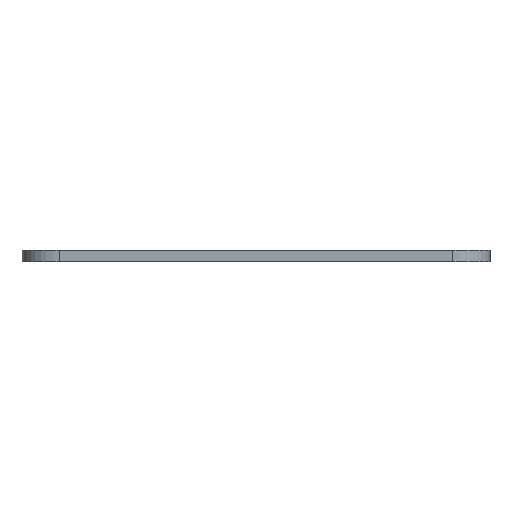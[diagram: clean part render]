
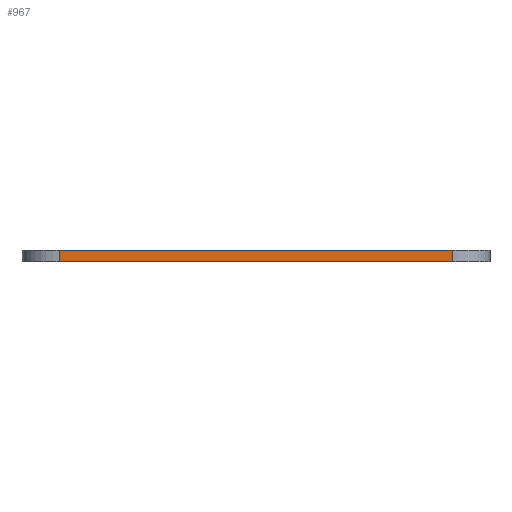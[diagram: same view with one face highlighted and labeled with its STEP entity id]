
A CAD part, front view. The second image highlights one B-rep face of the part: STEP entity #967.
In plain terms, the highlighted planar face has unit normal (0, -1, 0).
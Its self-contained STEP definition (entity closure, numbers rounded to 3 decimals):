
#32=PLANE('',#1056);
#59=FACE_OUTER_BOUND('',#117,.T.);
#117=EDGE_LOOP('',(#705,#706,#707,#708));
#173=LINE('',#1427,#269);
#175=LINE('',#1433,#271);
#199=LINE('',#1527,#295);
#200=LINE('',#1528,#296);
#269=VECTOR('',#1133,10.);
#271=VECTOR('',#1139,10.);
#295=VECTOR('',#1211,10.);
#296=VECTOR('',#1212,10.);
#414=VERTEX_POINT('',#1424);
#415=VERTEX_POINT('',#1426);
#417=VERTEX_POINT('',#1432);
#463=VERTEX_POINT('',#1526);
#510=EDGE_CURVE('',#414,#415,#173,.T.);
#513=EDGE_CURVE('',#417,#415,#175,.T.);
#560=EDGE_CURVE('',#463,#414,#199,.T.);
#561=EDGE_CURVE('',#417,#463,#200,.T.);
#705=ORIENTED_EDGE('',*,*,#510,.F.);
#706=ORIENTED_EDGE('',*,*,#560,.F.);
#707=ORIENTED_EDGE('',*,*,#561,.F.);
#708=ORIENTED_EDGE('',*,*,#513,.T.);
#967=ADVANCED_FACE('',(#59),#32,.T.);
#1056=AXIS2_PLACEMENT_3D('',#1525,#1209,#1210);
#1133=DIRECTION('',(0.,0.,-1.));
#1139=DIRECTION('',(1.,0.,0.));
#1209=DIRECTION('center_axis',(0.,-1.,0.));
#1210=DIRECTION('ref_axis',(1.,0.,0.));
#1211=DIRECTION('',(1.,0.,0.));
#1212=DIRECTION('',(0.,0.,1.));
#1424=CARTESIAN_POINT('',(44.996,-69.046,1.5));
#1426=CARTESIAN_POINT('',(44.996,-69.046,0.));
#1427=CARTESIAN_POINT('',(44.996,-69.046,0.));
#1432=CARTESIAN_POINT('',(-7.866,-69.046,0.));
#1433=CARTESIAN_POINT('',(-12.866,-69.046,0.));
#1525=CARTESIAN_POINT('Origin',(-12.866,-69.046,0.));
#1526=CARTESIAN_POINT('',(-7.866,-69.046,1.5));
#1527=CARTESIAN_POINT('',(-12.866,-69.046,1.5));
#1528=CARTESIAN_POINT('',(-7.866,-69.046,0.));
